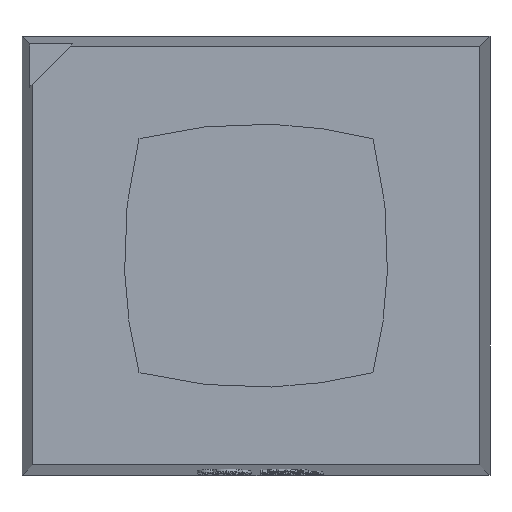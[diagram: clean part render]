
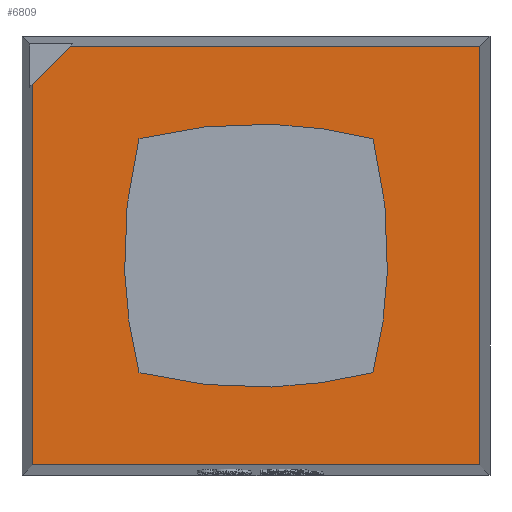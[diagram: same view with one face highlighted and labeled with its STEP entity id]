
A CAD part, top view. The second image highlights one B-rep face of the part: STEP entity #6809.
In plain terms, the highlighted planar face has unit normal (0, 0, 1).
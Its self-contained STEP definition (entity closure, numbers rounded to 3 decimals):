
#370 = LINE ( 'NONE', #15486, #15840 ) ;
#1131 = VECTOR ( 'NONE', #4186, 1000. ) ;
#2016 = CARTESIAN_POINT ( 'NONE',  ( 0.4, 0.4, 0. ) ) ;
#2149 = CARTESIAN_POINT ( 'NONE',  ( 0.4, -0.4, 0. ) ) ;
#2214 = ORIENTED_EDGE ( 'NONE', *, *, #7004, .F. ) ;
#2334 = EDGE_LOOP ( 'NONE', ( #3166, #2214, #3849, #16172 ) ) ;
#2535 = CARTESIAN_POINT ( 'NONE',  ( 0.765, 0.715, 0. ) ) ;
#2689 = LINE ( 'NONE', #5301, #17406 ) ;
#2902 = CARTESIAN_POINT ( 'NONE',  ( 0.765, -0.715, 0. ) ) ;
#3070 = ORIENTED_EDGE ( 'NONE', *, *, #12409, .T. ) ;
#3152 = DIRECTION ( 'NONE',  ( -1., 0., 0. ) ) ;
#3166 = ORIENTED_EDGE ( 'NONE', *, *, #7226, .F. ) ;
#3259 = CARTESIAN_POINT ( 'NONE',  ( 0., 0., 0. ) ) ;
#3724 = VERTEX_POINT ( 'NONE', #5326 ) ;
#3828 = ORIENTED_EDGE ( 'NONE', *, *, #4396, .T. ) ;
#3829 = VERTEX_POINT ( 'NONE', #9751 ) ;
#3849 = ORIENTED_EDGE ( 'NONE', *, *, #16693, .T. ) ;
#4186 = DIRECTION ( 'NONE',  ( 0., -1., 0. ) ) ;
#4267 = FACE_OUTER_BOUND ( 'NONE', #11131, .T. ) ;
#4375 = CARTESIAN_POINT ( 'NONE',  ( 0.4, -0.4, 0. ) ) ;
#4396 = EDGE_CURVE ( 'NONE', #13118, #15523, #13983, .T. ) ;
#4663 = CARTESIAN_POINT ( 'NONE',  ( 0., 0.5, 0. ) ) ;
#5242 = LINE ( 'NONE', #9193, #9807 ) ;
#5301 = CARTESIAN_POINT ( 'NONE',  ( 0.8, -0.715, 0. ) ) ;
#5326 = CARTESIAN_POINT ( 'NONE',  ( -0.635, 0.715, 0. ) ) ;
#5734 = CARTESIAN_POINT ( 'NONE',  ( -0.765, -0.715, 0. ) ) ;
#5901 = B_SPLINE_CURVE_WITH_KNOTS ( 'NONE', 2,
 ( #7755, #13420, #10657 ),
 .UNSPECIFIED., .F., .F.,
 ( 3, 3 ),
 ( 0., 1. ),
 .UNSPECIFIED. ) ;
#6118 = LINE ( 'NONE', #15643, #8326 ) ;
#6809 = ADVANCED_FACE ( 'NONE', ( #15238, #4267 ), #9765, .F. ) ;
#7004 = EDGE_CURVE ( 'NONE', #3829, #17690, #12753, .T. ) ;
#7108 = CARTESIAN_POINT ( 'NONE',  ( -0.4, 0.4, 0. ) ) ;
#7226 = EDGE_CURVE ( 'NONE', #17690, #8678, #5901, .T. ) ;
#7755 = CARTESIAN_POINT ( 'NONE',  ( -0.4, -0.4, 0. ) ) ;
#7814 = B_SPLINE_CURVE_WITH_KNOTS ( 'NONE', 2,
 ( #16718, #10051, #4375 ),
 .UNSPECIFIED., .F., .F.,
 ( 3, 3 ),
 ( 0., 1. ),
 .UNSPECIFIED. ) ;
#8326 = VECTOR ( 'NONE', #17239, 1000. ) ;
#8678 = VERTEX_POINT ( 'NONE', #2149 ) ;
#8829 = DIRECTION ( 'NONE',  ( -1., 0., 0. ) ) ;
#9193 = CARTESIAN_POINT ( 'NONE',  ( 0.765, 0.75, 0. ) ) ;
#9483 = DIRECTION ( 'NONE',  ( 0., 1., 0. ) ) ;
#9486 = EDGE_CURVE ( 'NONE', #15523, #12470, #2689, .T. ) ;
#9751 = CARTESIAN_POINT ( 'NONE',  ( -0.4, 0.4, 0. ) ) ;
#9765 = PLANE ( 'NONE',  #12630 ) ;
#9807 = VECTOR ( 'NONE', #9483, 1000. ) ;
#9970 = CARTESIAN_POINT ( 'NONE',  ( -0.765, 0.585, 0. ) ) ;
#10051 = CARTESIAN_POINT ( 'NONE',  ( 0.5, 0., 0. ) ) ;
#10475 = VERTEX_POINT ( 'NONE', #2016 ) ;
#10657 = CARTESIAN_POINT ( 'NONE',  ( 0.4, -0.4, 0. ) ) ;
#10814 = DIRECTION ( 'NONE',  ( 1., 0., 0. ) ) ;
#11106 = EDGE_CURVE ( 'NONE', #10475, #8678, #7814, .T. ) ;
#11131 = EDGE_LOOP ( 'NONE', ( #15327, #15488, #3828, #13165, #3070 ) ) ;
#12146 = EDGE_CURVE ( 'NONE', #13118, #3724, #6118, .T. ) ;
#12403 = VERTEX_POINT ( 'NONE', #2535 ) ;
#12409 = EDGE_CURVE ( 'NONE', #12470, #12403, #5242, .T. ) ;
#12470 = VERTEX_POINT ( 'NONE', #2902 ) ;
#12630 = AXIS2_PLACEMENT_3D ( 'NONE', #3259, #14142, #8829 ) ;
#12753 = B_SPLINE_CURVE_WITH_KNOTS ( 'NONE', 2,
 ( #17433, #16110, #14486 ),
 .UNSPECIFIED., .F., .F.,
 ( 3, 3 ),
 ( 0., 1. ),
 .UNSPECIFIED. ) ;
#12940 = CARTESIAN_POINT ( 'NONE',  ( 0.4, 0.4, 0. ) ) ;
#13118 = VERTEX_POINT ( 'NONE', #9970 ) ;
#13141 = CARTESIAN_POINT ( 'NONE',  ( -0.4, -0.4, 0. ) ) ;
#13165 = ORIENTED_EDGE ( 'NONE', *, *, #9486, .T. ) ;
#13420 = CARTESIAN_POINT ( 'NONE',  ( 0., -0.5, 0. ) ) ;
#13983 = LINE ( 'NONE', #16506, #1131 ) ;
#14142 = DIRECTION ( 'NONE',  ( 0., 0., -1. ) ) ;
#14486 = CARTESIAN_POINT ( 'NONE',  ( -0.4, -0.4, 0. ) ) ;
#15238 = FACE_BOUND ( 'NONE', #2334, .T. ) ;
#15327 = ORIENTED_EDGE ( 'NONE', *, *, #17181, .T. ) ;
#15486 = CARTESIAN_POINT ( 'NONE',  ( -0.8, 0.715, 0. ) ) ;
#15488 = ORIENTED_EDGE ( 'NONE', *, *, #12146, .F. ) ;
#15523 = VERTEX_POINT ( 'NONE', #5734 ) ;
#15643 = CARTESIAN_POINT ( 'NONE',  ( -0.6, 0.75, 0. ) ) ;
#15840 = VECTOR ( 'NONE', #3152, 1000. ) ;
#16110 = CARTESIAN_POINT ( 'NONE',  ( -0.5, 0., 0. ) ) ;
#16172 = ORIENTED_EDGE ( 'NONE', *, *, #11106, .T. ) ;
#16506 = CARTESIAN_POINT ( 'NONE',  ( -0.765, -0.75, 0. ) ) ;
#16693 = EDGE_CURVE ( 'NONE', #3829, #10475, #17103, .T. ) ;
#16718 = CARTESIAN_POINT ( 'NONE',  ( 0.4, 0.4, 0. ) ) ;
#17103 = B_SPLINE_CURVE_WITH_KNOTS ( 'NONE', 2,
 ( #7108, #4663, #12940 ),
 .UNSPECIFIED., .F., .F.,
 ( 3, 3 ),
 ( 0., 1. ),
 .UNSPECIFIED. ) ;
#17181 = EDGE_CURVE ( 'NONE', #12403, #3724, #370, .T. ) ;
#17239 = DIRECTION ( 'NONE',  ( 0.707, 0.707, 0. ) ) ;
#17406 = VECTOR ( 'NONE', #10814, 1000. ) ;
#17433 = CARTESIAN_POINT ( 'NONE',  ( -0.4, 0.4, 0. ) ) ;
#17690 = VERTEX_POINT ( 'NONE', #13141 ) ;
